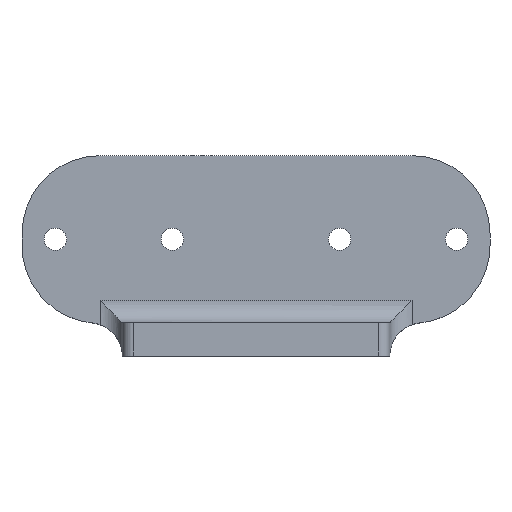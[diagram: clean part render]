
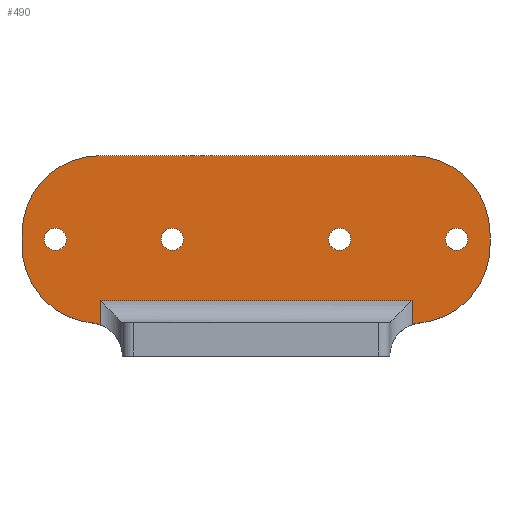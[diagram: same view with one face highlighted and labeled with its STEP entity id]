
A CAD part, top view. The second image highlights one B-rep face of the part: STEP entity #490.
In plain terms, the highlighted planar face has unit normal (0, 0, 1).
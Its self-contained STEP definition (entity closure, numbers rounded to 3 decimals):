
#19=FACE_BOUND('',#70,.T.);
#20=FACE_BOUND('',#71,.T.);
#21=FACE_BOUND('',#72,.T.);
#22=FACE_BOUND('',#73,.T.);
#31=PLANE('',#533);
#42=FACE_OUTER_BOUND('',#69,.T.);
#69=EDGE_LOOP('',(#334,#335,#336,#337,#338,#339,#340,#341,#342,#343,#344,
#345));
#70=EDGE_LOOP('',(#346));
#71=EDGE_LOOP('',(#347));
#72=EDGE_LOOP('',(#348));
#73=EDGE_LOOP('',(#349));
#109=LINE('',#754,#148);
#110=LINE('',#758,#149);
#111=LINE('',#762,#150);
#112=LINE('',#768,#151);
#113=LINE('',#770,#152);
#114=LINE('',#772,#153);
#148=VECTOR('',#599,10.);
#149=VECTOR('',#602,10.);
#150=VECTOR('',#605,10.);
#151=VECTOR('',#610,10.);
#152=VECTOR('',#611,10.);
#153=VECTOR('',#612,10.);
#185=CIRCLE('',#531,7.);
#187=CIRCLE('',#534,7.);
#188=CIRCLE('',#535,7.);
#189=CIRCLE('',#536,7.);
#190=CIRCLE('',#537,3.);
#191=CIRCLE('',#538,3.);
#192=CIRCLE('',#539,1.);
#193=CIRCLE('',#540,1.);
#194=CIRCLE('',#541,1.);
#195=CIRCLE('',#542,1.);
#213=VERTEX_POINT('',#744);
#214=VERTEX_POINT('',#745);
#217=VERTEX_POINT('',#753);
#218=VERTEX_POINT('',#755);
#219=VERTEX_POINT('',#757);
#220=VERTEX_POINT('',#759);
#221=VERTEX_POINT('',#761);
#222=VERTEX_POINT('',#763);
#223=VERTEX_POINT('',#765);
#224=VERTEX_POINT('',#767);
#225=VERTEX_POINT('',#769);
#226=VERTEX_POINT('',#771);
#227=VERTEX_POINT('',#774);
#228=VERTEX_POINT('',#776);
#229=VERTEX_POINT('',#778);
#230=VERTEX_POINT('',#780);
#259=EDGE_CURVE('',#213,#214,#185,.T.);
#263=EDGE_CURVE('',#217,#213,#109,.T.);
#264=EDGE_CURVE('',#218,#217,#187,.T.);
#265=EDGE_CURVE('',#219,#218,#110,.T.);
#266=EDGE_CURVE('',#220,#219,#188,.T.);
#267=EDGE_CURVE('',#221,#220,#111,.T.);
#268=EDGE_CURVE('',#222,#221,#189,.T.);
#269=EDGE_CURVE('',#223,#222,#190,.T.);
#270=EDGE_CURVE('',#224,#223,#112,.T.);
#271=EDGE_CURVE('',#225,#224,#113,.T.);
#272=EDGE_CURVE('',#226,#225,#114,.T.);
#273=EDGE_CURVE('',#226,#214,#191,.F.);
#274=EDGE_CURVE('',#227,#227,#192,.T.);
#275=EDGE_CURVE('',#228,#228,#193,.T.);
#276=EDGE_CURVE('',#229,#229,#194,.T.);
#277=EDGE_CURVE('',#230,#230,#195,.T.);
#334=ORIENTED_EDGE('',*,*,#259,.F.);
#335=ORIENTED_EDGE('',*,*,#263,.F.);
#336=ORIENTED_EDGE('',*,*,#264,.F.);
#337=ORIENTED_EDGE('',*,*,#265,.F.);
#338=ORIENTED_EDGE('',*,*,#266,.F.);
#339=ORIENTED_EDGE('',*,*,#267,.F.);
#340=ORIENTED_EDGE('',*,*,#268,.F.);
#341=ORIENTED_EDGE('',*,*,#269,.F.);
#342=ORIENTED_EDGE('',*,*,#270,.F.);
#343=ORIENTED_EDGE('',*,*,#271,.F.);
#344=ORIENTED_EDGE('',*,*,#272,.F.);
#345=ORIENTED_EDGE('',*,*,#273,.T.);
#346=ORIENTED_EDGE('',*,*,#274,.T.);
#347=ORIENTED_EDGE('',*,*,#275,.T.);
#348=ORIENTED_EDGE('',*,*,#276,.T.);
#349=ORIENTED_EDGE('',*,*,#277,.T.);
#490=ADVANCED_FACE('',(#42,#19,#20,#21,#22),#31,.T.);
#531=AXIS2_PLACEMENT_3D('',#746,#591,#592);
#533=AXIS2_PLACEMENT_3D('',#752,#597,#598);
#534=AXIS2_PLACEMENT_3D('',#756,#600,#601);
#535=AXIS2_PLACEMENT_3D('',#760,#603,#604);
#536=AXIS2_PLACEMENT_3D('',#764,#606,#607);
#537=AXIS2_PLACEMENT_3D('',#766,#608,#609);
#538=AXIS2_PLACEMENT_3D('',#773,#613,#614);
#539=AXIS2_PLACEMENT_3D('',#775,#615,#616);
#540=AXIS2_PLACEMENT_3D('',#777,#617,#618);
#541=AXIS2_PLACEMENT_3D('',#779,#619,#620);
#542=AXIS2_PLACEMENT_3D('',#781,#621,#622);
#591=DIRECTION('center_axis',(0.,0.,-1.));
#592=DIRECTION('ref_axis',(-1.,0.,0.));
#597=DIRECTION('center_axis',(0.,0.,1.));
#598=DIRECTION('ref_axis',(1.,0.,0.));
#599=DIRECTION('',(0.,-1.,0.));
#600=DIRECTION('center_axis',(0.,0.,-1.));
#601=DIRECTION('ref_axis',(0.707,0.707,0.));
#602=DIRECTION('',(1.,0.,0.));
#603=DIRECTION('center_axis',(0.,0.,-1.));
#604=DIRECTION('ref_axis',(-0.707,0.707,0.));
#605=DIRECTION('',(0.,1.,0.));
#606=DIRECTION('center_axis',(0.,0.,-1.));
#607=DIRECTION('ref_axis',(1.,0.,0.));
#608=DIRECTION('center_axis',(0.,0.,1.));
#609=DIRECTION('ref_axis',(0.707,0.707,0.));
#610=DIRECTION('',(0.,-1.,0.));
#611=DIRECTION('',(-1.,0.,0.));
#612=DIRECTION('',(0.,1.,0.));
#613=DIRECTION('center_axis',(0.,0.,1.));
#614=DIRECTION('ref_axis',(-0.707,0.707,0.));
#615=DIRECTION('center_axis',(0.,0.,-1.));
#616=DIRECTION('ref_axis',(1.,0.,0.));
#617=DIRECTION('center_axis',(0.,0.,-1.));
#618=DIRECTION('ref_axis',(1.,0.,0.));
#619=DIRECTION('center_axis',(0.,0.,-1.));
#620=DIRECTION('ref_axis',(1.,0.,0.));
#621=DIRECTION('center_axis',(0.,0.,-1.));
#622=DIRECTION('ref_axis',(1.,0.,0.));
#744=CARTESIAN_POINT('',(33.,16.95,0.));
#745=CARTESIAN_POINT('',(26.7,9.985,0.));
#746=CARTESIAN_POINT('Origin',(26.,16.95,0.));
#752=CARTESIAN_POINT('Origin',(12.,16.,0.));
#753=CARTESIAN_POINT('',(33.,18.,0.));
#754=CARTESIAN_POINT('',(33.,25.,0.));
#755=CARTESIAN_POINT('',(26.,25.,0.));
#756=CARTESIAN_POINT('Origin',(26.,18.,0.));
#757=CARTESIAN_POINT('',(-2.,25.,0.));
#758=CARTESIAN_POINT('',(-9.,25.,0.));
#759=CARTESIAN_POINT('',(-9.,18.,0.));
#760=CARTESIAN_POINT('Origin',(-2.,18.,0.));
#761=CARTESIAN_POINT('',(-9.,16.95,0.));
#762=CARTESIAN_POINT('',(-9.,10.,0.));
#763=CARTESIAN_POINT('',(-2.7,9.985,0.));
#764=CARTESIAN_POINT('Origin',(-2.,16.95,0.));
#765=CARTESIAN_POINT('',(-2.,9.828,0.));
#766=CARTESIAN_POINT('Origin',(-3.,7.,0.));
#767=CARTESIAN_POINT('',(-2.,12.,0.));
#768=CARTESIAN_POINT('',(-2.,11.5,0.));
#769=CARTESIAN_POINT('',(26.,12.,0.));
#770=CARTESIAN_POINT('',(18.,12.,0.));
#771=CARTESIAN_POINT('',(26.,9.828,0.));
#772=CARTESIAN_POINT('',(26.,13.,0.));
#773=CARTESIAN_POINT('Origin',(27.,7.,0.));
#774=CARTESIAN_POINT('',(29.,17.5,0.));
#775=CARTESIAN_POINT('Origin',(30.,17.5,0.));
#776=CARTESIAN_POINT('',(18.5,17.5,0.));
#777=CARTESIAN_POINT('Origin',(19.5,17.5,0.));
#778=CARTESIAN_POINT('',(3.5,17.5,0.));
#779=CARTESIAN_POINT('Origin',(4.5,17.5,0.));
#780=CARTESIAN_POINT('',(-7.,17.5,0.));
#781=CARTESIAN_POINT('Origin',(-6.,17.5,0.));
